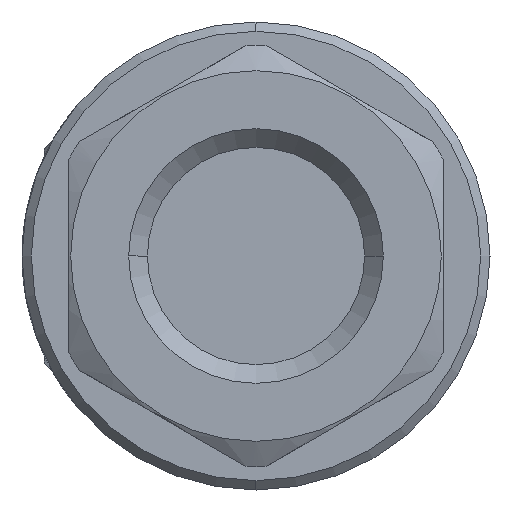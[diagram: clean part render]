
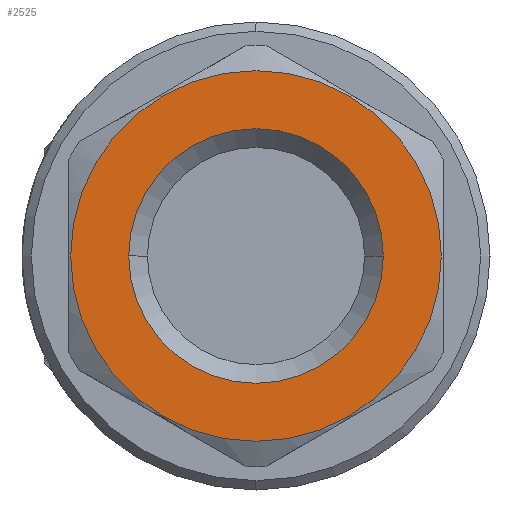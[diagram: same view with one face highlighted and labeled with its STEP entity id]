
A CAD part, left-side view. The second image highlights one B-rep face of the part: STEP entity #2525.
In plain terms, the highlighted planar face has unit normal (-1, 0, 0).
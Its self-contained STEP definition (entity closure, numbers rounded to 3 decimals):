
#3 = EDGE_LOOP ( 'NONE', ( #357, #359 ) ) ;
#65 = EDGE_LOOP ( 'NONE', ( #356, #360 ) ) ;
#356 = ORIENTED_EDGE ( 'NONE', *, *, #2566, .T. ) ;
#357 = ORIENTED_EDGE ( 'NONE', *, *, #2666, .T. ) ;
#359 = ORIENTED_EDGE ( 'NONE', *, *, #2547, .T. ) ;
#360 = ORIENTED_EDGE ( 'NONE', *, *, #2665, .T. ) ;
#508 = FACE_OUTER_BOUND ( 'NONE', #3, .T. ) ;
#509 = FACE_BOUND ( 'NONE', #65, .T. ) ;
#1048 = PLANE ( 'NONE',  #2892 ) ;
#1049 = CARTESIAN_POINT ( 'NONE',  ( -60.5, 0., 0. ) ) ;
#1050 = DIRECTION ( 'NONE',  ( -1., 0., 0. ) ) ;
#1051 = DIRECTION ( 'NONE',  ( 0., -1., 0. ) ) ;
#1124 = CARTESIAN_POINT ( 'NONE',  ( -60.5, 0., 0. ) ) ;
#1125 = DIRECTION ( 'NONE',  ( -1., 0., 0. ) ) ;
#1126 = DIRECTION ( 'NONE',  ( 0., -1., 0. ) ) ;
#1355 = CARTESIAN_POINT ( 'NONE',  ( -60.5, 0., 0. ) ) ;
#1356 = DIRECTION ( 'NONE',  ( 1., 0., 0. ) ) ;
#1357 = DIRECTION ( 'NONE',  ( 0., 1., 0. ) ) ;
#1358 = CARTESIAN_POINT ( 'NONE',  ( -60.5, 0., 0. ) ) ;
#1359 = DIRECTION ( 'NONE',  ( -1., 0., 0. ) ) ;
#1360 = DIRECTION ( 'NONE',  ( 0., -1., 0. ) ) ;
#1557 = CARTESIAN_POINT ( 'NONE',  ( -60.5, 0., 0. ) ) ;
#1558 = DIRECTION ( 'NONE',  ( 1., 0., 0. ) ) ;
#1559 = DIRECTION ( 'NONE',  ( 0., 1., 0. ) ) ;
#1774 = CARTESIAN_POINT ( 'NONE',  ( -60.5, 6.8, 0. ) ) ;
#1792 = CARTESIAN_POINT ( 'NONE',  ( -60.5, -9.9, 0. ) ) ;
#1811 = CARTESIAN_POINT ( 'NONE',  ( -60.5, -6.8, 0. ) ) ;
#1836 = CARTESIAN_POINT ( 'NONE',  ( -60.5, 9.9, 0. ) ) ;
#2112 = VERTEX_POINT ( 'NONE', #1774 ) ;
#2131 = VERTEX_POINT ( 'NONE', #1792 ) ;
#2154 = VERTEX_POINT ( 'NONE', #1811 ) ;
#2183 = VERTEX_POINT ( 'NONE', #1836 ) ;
#2525 = ADVANCED_FACE ( 'NONE', ( #508, #509 ), #1048, .T. ) ;
#2547 = EDGE_CURVE ( 'NONE', #2131, #2183, #2928, .T. ) ;
#2566 = EDGE_CURVE ( 'NONE', #2154, #2112, #2782, .T. ) ;
#2665 = EDGE_CURVE ( 'NONE', #2112, #2154, #2784, .T. ) ;
#2666 = EDGE_CURVE ( 'NONE', #2183, #2131, #2786, .T. ) ;
#2769 = AXIS2_PLACEMENT_3D ( 'NONE', #1358, #1359, #1360 ) ;
#2771 = AXIS2_PLACEMENT_3D ( 'NONE', #1355, #1356, #1357 ) ;
#2782 = CIRCLE ( 'NONE', #2959, 6.8 ) ;
#2784 = CIRCLE ( 'NONE', #2771, 6.8 ) ;
#2786 = CIRCLE ( 'NONE', #2769, 9.9 ) ;
#2892 = AXIS2_PLACEMENT_3D ( 'NONE', #1049, #1050, #1051 ) ;
#2928 = CIRCLE ( 'NONE', #3063, 9.9 ) ;
#2959 = AXIS2_PLACEMENT_3D ( 'NONE', #1557, #1558, #1559 ) ;
#3063 = AXIS2_PLACEMENT_3D ( 'NONE', #1124, #1125, #1126 ) ;
